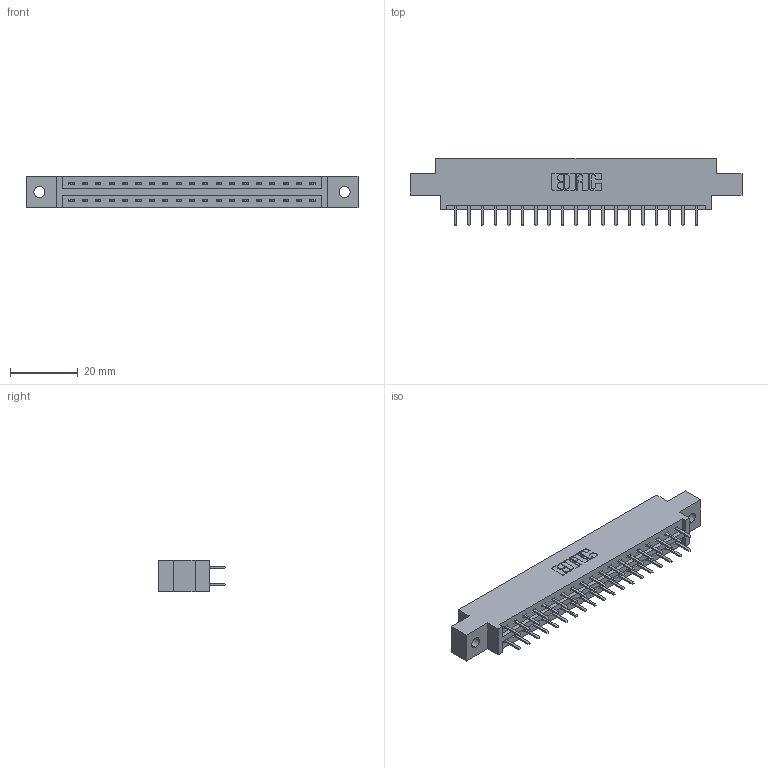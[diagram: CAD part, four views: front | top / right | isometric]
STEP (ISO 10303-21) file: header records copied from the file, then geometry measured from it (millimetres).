
FILE_DESCRIPTION (( 'STEP AP203' ), '1' );
FILE_NAME ('387-038-520-802.STEP', '2018-09-19T03:49:31', ( '' ), ( '' ), 'SwSTEP 2.0', 'SolidWorks 2016', '' );
FILE_SCHEMA (( 'CONFIG_CONTROL_DESIGN' ));
Length unit declared in the file: inch
Products named in the file (3): 337 Part_0.170 Offset - 0.128 Dia; 345-292-001_345-293-120; 387-038-520-802
Assembly tree (39 placements, depth 2):
  387-038-520-802
    337 Part_0.170 Offset - 0.128 Dia
    345-292-001_345-293-120  x38
Bounding box: 98.3 x 20.02 x 9.4 mm (x, y, z)
Volume: 9882.4 mm3; surface area: 10736.1 mm2
Topology: 39 solids, 39 shells, 2322 faces, 6745 edges, 4394 vertices
Faces by surface type: plane 1594, cylinder 728
Entity records: 17955 total; most frequent: CARTESIAN_POINT 3058, ORIENTED_EDGE 2982, DIRECTION 2631, EDGE_CURVE 1491, VECTOR 1359, LINE 1359, VERTEX_POINT 990, AXIS2_PLACEMENT_3D 636
